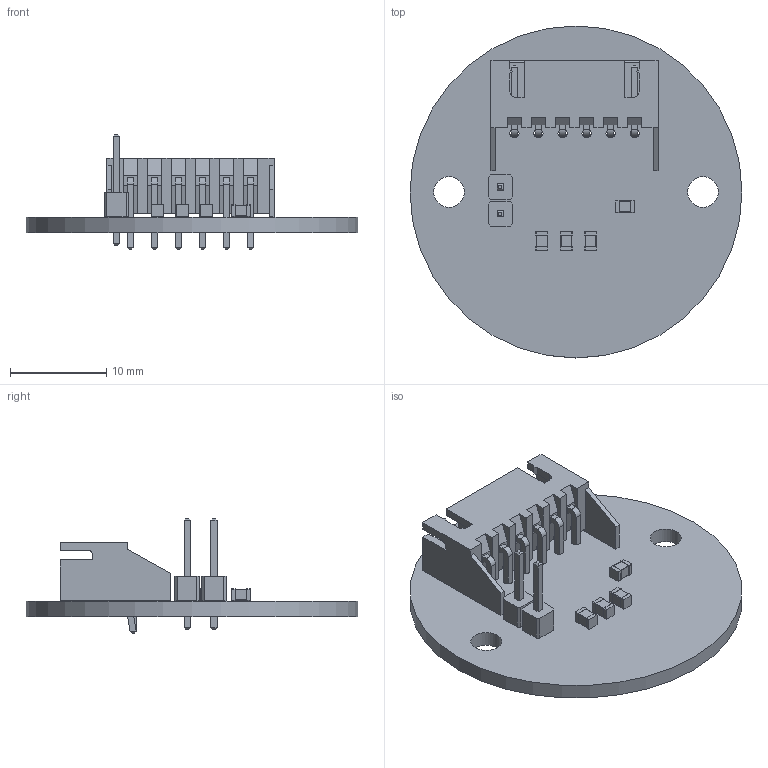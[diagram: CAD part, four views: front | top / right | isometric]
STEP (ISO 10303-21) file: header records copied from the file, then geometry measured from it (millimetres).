
FILE_DESCRIPTION(('KiCad electronic assembly'),'2;1');
FILE_NAME('TKD_GYRO.step','2021-07-20T09:49:47',('An Author'),( 'A Company'),'Open CASCADE STEP processor 6.9', 'KiCad to STEP converter','Unknown');
FILE_SCHEMA(('AUTOMOTIVE_DESIGN { 1 0 10303 214 1 1 1 1 }'));
Length unit declared in the file: millimetre
Products named in the file (8): Open CASCADE STEP translator 6.9 1; PinHeader_1x01_P2.54mm_Vertical; SOLID; JST_XH_S6B-XH-A-1_1x06_P2.50mm_Horizontal; C_0805_2012Metric; COMPOUND
Assembly tree (11 placements, depth 3):
  Open CASCADE STEP translator 6.9 1
    PinHeader_1x01_P2.54mm_Vertical  x2
      SOLID
    JST_XH_S6B-XH-A-1_1x06_P2.50mm_Horizontal
      SOLID
    C_0805_2012Metric  x4
      SOLID
    COMPOUND
Bounding box: 34.55 x 34.55 x 11.94 mm (x, y, z)
Volume: 1885.6 mm3; surface area: 3265.1 mm2
Topology: 8 solids, 8 shells, 402 faces, 1028 edges, 666 vertices
Faces by surface type: plane 327, cylinder 75
Full cylindrical faces by diameter (mm): 0.95 x6, 1 x2, 3.2 x2, 34.548 x1
Entity records: 20591 total; most frequent: CARTESIAN_POINT 3124, DIRECTION 2910, LINE 2088, VECTOR 2088, ORIENTED_EDGE 1496, PCURVE 1496, DEFINITIONAL_REPRESENTATION 1496, EDGE_CURVE 748
